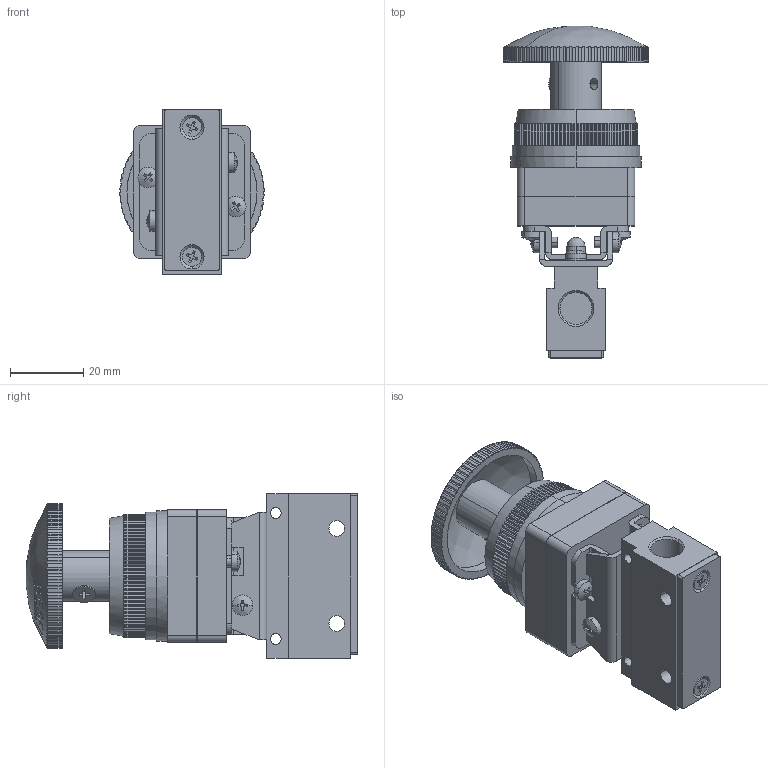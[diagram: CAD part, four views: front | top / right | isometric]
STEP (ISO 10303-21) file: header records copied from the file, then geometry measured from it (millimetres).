
FILE_DESCRIPTION (( 'STEP AP203' ), '1' );
FILE_NAME ('MOV-03EB.step', '2017-03-01T23:04:39', ( '' ), ( '' ), 'SwSTEP 2.0', 'SolidWorks 2016', '' );
FILE_SCHEMA (( 'CONFIG_CONTROL_DESIGN' ));
Length unit declared in the file: millimetre
Products named in the file (1): MOV-03EB
Bounding box: 39.5 x 90.87 x 45 mm (x, y, z)
Volume: 57220.4 mm3; surface area: 25368 mm2
Topology: 17 solids, 17 shells, 1102 faces, 2848 edges, 1802 vertices
Faces by surface type: plane 573, cylinder 445, bspline 46, cone 38
Entity records: 35818 total; most frequent: CARTESIAN_POINT 8949, ORIENTED_EDGE 5664, DIRECTION 5569, EDGE_CURVE 2832, AXIS2_PLACEMENT_3D 1998, VERTEX_POINT 1802, VECTOR 1573, LINE 1573
